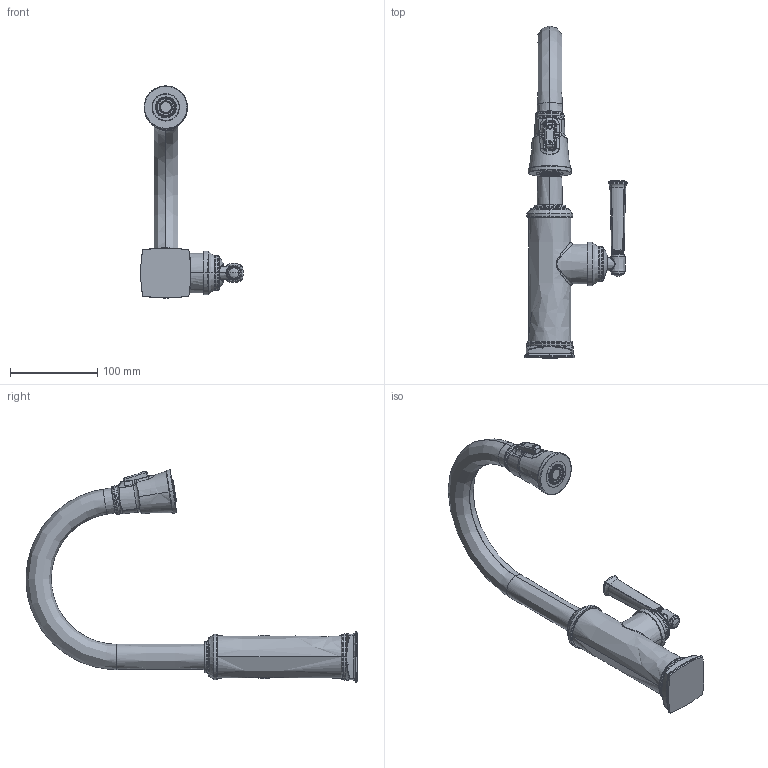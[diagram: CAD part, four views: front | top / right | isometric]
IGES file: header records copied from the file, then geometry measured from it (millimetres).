
Start section:  PTC IGES file: 3160-5203__.igs
Global section: file name: 3160-5203__.igs; native system: Creo Parametric by PTC Inc.; preprocessor: 2018400; author: rsmith; organization: Unknown; date: 20210812.133617; units: inch
Bounding box: 117.63 x 380.15 x 243.08 mm (x, y, z)
Surface area: 95337.9 mm2 (no closed solid volume)
Topology: 0 solids, 0 shells, 678 faces, 3026 edges, 3008 vertices
Faces by surface type: revolution 397, bspline 277, extrusion 4
